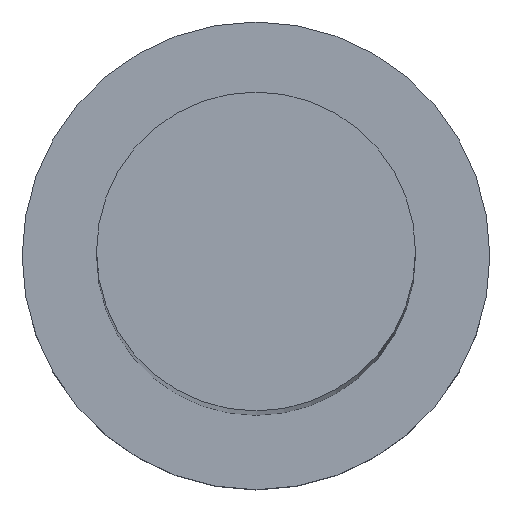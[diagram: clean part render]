
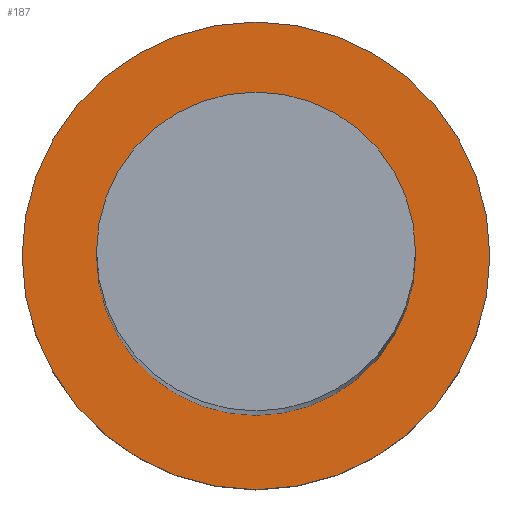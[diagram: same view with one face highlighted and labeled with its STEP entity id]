
A CAD part, top view. The second image highlights one B-rep face of the part: STEP entity #187.
In plain terms, the highlighted planar face has unit normal (0, 0, 1).
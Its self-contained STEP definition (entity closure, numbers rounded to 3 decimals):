
#7 = VERTEX_POINT ( 'NONE', #85 ) ;
#8 = EDGE_CURVE ( 'NONE', #7, #153, #223, .T. ) ;
#13 = ORIENTED_EDGE ( 'NONE', *, *, #204, .F. ) ;
#15 = ORIENTED_EDGE ( 'NONE', *, *, #152, .T. ) ;
#18 = CARTESIAN_POINT ( 'NONE',  ( 0., 0., 7. ) ) ;
#29 = AXIS2_PLACEMENT_3D ( 'NONE', #18, #181, #162 ) ;
#35 = ORIENTED_EDGE ( 'NONE', *, *, #8, .T. ) ;
#38 = CARTESIAN_POINT ( 'NONE',  ( 7.5, 0., 7. ) ) ;
#50 = DIRECTION ( 'NONE',  ( 1., 0., 0. ) ) ;
#52 = CARTESIAN_POINT ( 'NONE',  ( 0., 0., 7. ) ) ;
#58 = VERTEX_POINT ( 'NONE', #38 ) ;
#68 = AXIS2_PLACEMENT_3D ( 'NONE', #80, #159, #132 ) ;
#69 = DIRECTION ( 'NONE',  ( 0., 0., 1. ) ) ;
#70 = CARTESIAN_POINT ( 'NONE',  ( 0., 0., 7. ) ) ;
#74 = CIRCLE ( 'NONE', #68, 11. ) ;
#76 = AXIS2_PLACEMENT_3D ( 'NONE', #52, #151, #91 ) ;
#80 = CARTESIAN_POINT ( 'NONE',  ( 0., 0., 7. ) ) ;
#84 = EDGE_CURVE ( 'NONE', #58, #233, #95, .T. ) ;
#85 = CARTESIAN_POINT ( 'NONE',  ( -11., 0., 7. ) ) ;
#87 = CARTESIAN_POINT ( 'NONE',  ( 11., 0., 7. ) ) ;
#89 = AXIS2_PLACEMENT_3D ( 'NONE', #70, #69, #50 ) ;
#91 = DIRECTION ( 'NONE',  ( 1., 0., 0. ) ) ;
#93 = FACE_OUTER_BOUND ( 'NONE', #203, .T. ) ;
#95 = CIRCLE ( 'NONE', #29, 7.5 ) ;
#96 = CARTESIAN_POINT ( 'NONE',  ( -7.5, 0., 7. ) ) ;
#104 = CIRCLE ( 'NONE', #76, 7.5 ) ;
#126 = AXIS2_PLACEMENT_3D ( 'NONE', #178, #239, #219 ) ;
#132 = DIRECTION ( 'NONE',  ( 1., 0., 0. ) ) ;
#135 = PLANE ( 'NONE',  #89 ) ;
#139 = ORIENTED_EDGE ( 'NONE', *, *, #84, .F. ) ;
#151 = DIRECTION ( 'NONE',  ( 0., 0., 1. ) ) ;
#152 = EDGE_CURVE ( 'NONE', #153, #7, #74, .T. ) ;
#153 = VERTEX_POINT ( 'NONE', #87 ) ;
#159 = DIRECTION ( 'NONE',  ( 0., 0., 1. ) ) ;
#162 = DIRECTION ( 'NONE',  ( 1., 0., 0. ) ) ;
#178 = CARTESIAN_POINT ( 'NONE',  ( 0., 0., 7. ) ) ;
#181 = DIRECTION ( 'NONE',  ( 0., 0., 1. ) ) ;
#187 = ADVANCED_FACE ( 'NONE', ( #189, #93 ), #135, .T. ) ;
#189 = FACE_BOUND ( 'NONE', #210, .T. ) ;
#203 = EDGE_LOOP ( 'NONE', ( #35, #15 ) ) ;
#204 = EDGE_CURVE ( 'NONE', #233, #58, #104, .T. ) ;
#210 = EDGE_LOOP ( 'NONE', ( #13, #139 ) ) ;
#219 = DIRECTION ( 'NONE',  ( 1., 0., 0. ) ) ;
#223 = CIRCLE ( 'NONE', #126, 11. ) ;
#233 = VERTEX_POINT ( 'NONE', #96 ) ;
#239 = DIRECTION ( 'NONE',  ( 0., 0., 1. ) ) ;
